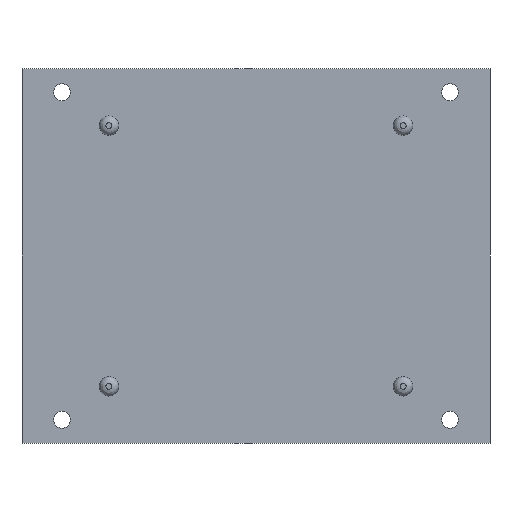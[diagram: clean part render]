
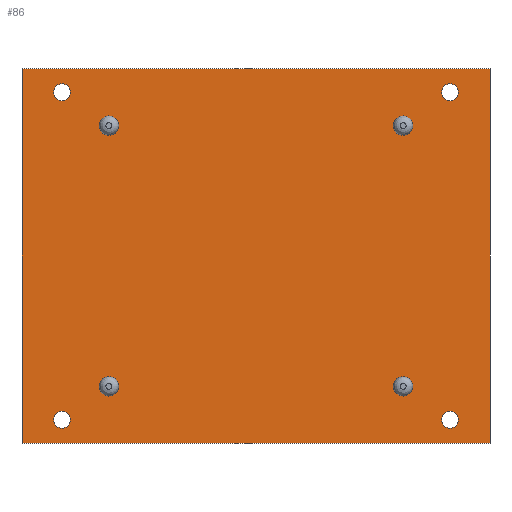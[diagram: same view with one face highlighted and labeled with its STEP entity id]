
A CAD part, front view. The second image highlights one B-rep face of the part: STEP entity #86.
In plain terms, the highlighted planar face has unit normal (0, -1, 0).
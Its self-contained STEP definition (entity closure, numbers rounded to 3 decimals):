
#22 = VERTEX_POINT('',#23);
#23 = CARTESIAN_POINT('',(-20.55,-2.,-19.5));
#39 = EDGE_CURVE('',#22,#22,#40,.T.);
#40 = CIRCLE('',#41,1.45);
#41 = AXIS2_PLACEMENT_3D('',#42,#43,#44);
#42 = CARTESIAN_POINT('',(-22.,-2.,-19.5));
#43 = DIRECTION('',(0.,-1.,0.));
#44 = DIRECTION('',(1.,0.,0.));
#86 = ADVANCED_FACE('',(#87,#121,#132,#135,#146,#157,#168,#179,#190),
  #201,.F.);
#87 = FACE_BOUND('',#88,.F.);
#88 = EDGE_LOOP('',(#89,#99,#107,#115));
#89 = ORIENTED_EDGE('',*,*,#90,.F.);
#90 = EDGE_CURVE('',#91,#93,#95,.T.);
#91 = VERTEX_POINT('',#92);
#92 = CARTESIAN_POINT('',(-35.,-2.,-28.));
#93 = VERTEX_POINT('',#94);
#94 = CARTESIAN_POINT('',(35.,-2.,-28.));
#95 = LINE('',#96,#97);
#96 = CARTESIAN_POINT('',(-35.,-2.,-28.));
#97 = VECTOR('',#98,1.);
#98 = DIRECTION('',(1.,0.,0.));
#99 = ORIENTED_EDGE('',*,*,#100,.F.);
#100 = EDGE_CURVE('',#101,#91,#103,.T.);
#101 = VERTEX_POINT('',#102);
#102 = CARTESIAN_POINT('',(-35.,-2.,28.));
#103 = LINE('',#104,#105);
#104 = CARTESIAN_POINT('',(-35.,-2.,28.));
#105 = VECTOR('',#106,1.);
#106 = DIRECTION('',(0.,0.,-1.));
#107 = ORIENTED_EDGE('',*,*,#108,.F.);
#108 = EDGE_CURVE('',#109,#101,#111,.T.);
#109 = VERTEX_POINT('',#110);
#110 = CARTESIAN_POINT('',(35.,-2.,28.));
#111 = LINE('',#112,#113);
#112 = CARTESIAN_POINT('',(35.,-2.,28.));
#113 = VECTOR('',#114,1.);
#114 = DIRECTION('',(-1.,0.,0.));
#115 = ORIENTED_EDGE('',*,*,#116,.F.);
#116 = EDGE_CURVE('',#93,#109,#117,.T.);
#117 = LINE('',#118,#119);
#118 = CARTESIAN_POINT('',(35.,-2.,-28.));
#119 = VECTOR('',#120,1.);
#120 = DIRECTION('',(0.,0.,1.));
#121 = FACE_BOUND('',#122,.F.);
#122 = EDGE_LOOP('',(#123));
#123 = ORIENTED_EDGE('',*,*,#124,.F.);
#124 = EDGE_CURVE('',#125,#125,#127,.T.);
#125 = VERTEX_POINT('',#126);
#126 = CARTESIAN_POINT('',(-27.75,-2.,-24.5));
#127 = CIRCLE('',#128,1.25);
#128 = AXIS2_PLACEMENT_3D('',#129,#130,#131);
#129 = CARTESIAN_POINT('',(-29.,-2.,-24.5));
#130 = DIRECTION('',(-0.,1.,0.));
#131 = DIRECTION('',(1.,0.,0.));
#132 = FACE_BOUND('',#133,.F.);
#133 = EDGE_LOOP('',(#134));
#134 = ORIENTED_EDGE('',*,*,#39,.T.);
#135 = FACE_BOUND('',#136,.F.);
#136 = EDGE_LOOP('',(#137));
#137 = ORIENTED_EDGE('',*,*,#138,.F.);
#138 = EDGE_CURVE('',#139,#139,#141,.T.);
#139 = VERTEX_POINT('',#140);
#140 = CARTESIAN_POINT('',(-27.75,-2.,24.5));
#141 = CIRCLE('',#142,1.25);
#142 = AXIS2_PLACEMENT_3D('',#143,#144,#145);
#143 = CARTESIAN_POINT('',(-29.,-2.,24.5));
#144 = DIRECTION('',(-0.,1.,0.));
#145 = DIRECTION('',(1.,0.,0.));
#146 = FACE_BOUND('',#147,.F.);
#147 = EDGE_LOOP('',(#148));
#148 = ORIENTED_EDGE('',*,*,#149,.T.);
#149 = EDGE_CURVE('',#150,#150,#152,.T.);
#150 = VERTEX_POINT('',#151);
#151 = CARTESIAN_POINT('',(-20.55,-2.,19.5));
#152 = CIRCLE('',#153,1.45);
#153 = AXIS2_PLACEMENT_3D('',#154,#155,#156);
#154 = CARTESIAN_POINT('',(-22.,-2.,19.5));
#155 = DIRECTION('',(0.,-1.,0.));
#156 = DIRECTION('',(1.,0.,0.));
#157 = FACE_BOUND('',#158,.F.);
#158 = EDGE_LOOP('',(#159));
#159 = ORIENTED_EDGE('',*,*,#160,.T.);
#160 = EDGE_CURVE('',#161,#161,#163,.T.);
#161 = VERTEX_POINT('',#162);
#162 = CARTESIAN_POINT('',(23.45,-2.,-19.5));
#163 = CIRCLE('',#164,1.45);
#164 = AXIS2_PLACEMENT_3D('',#165,#166,#167);
#165 = CARTESIAN_POINT('',(22.,-2.,-19.5));
#166 = DIRECTION('',(0.,-1.,0.));
#167 = DIRECTION('',(1.,0.,0.));
#168 = FACE_BOUND('',#169,.F.);
#169 = EDGE_LOOP('',(#170));
#170 = ORIENTED_EDGE('',*,*,#171,.F.);
#171 = EDGE_CURVE('',#172,#172,#174,.T.);
#172 = VERTEX_POINT('',#173);
#173 = CARTESIAN_POINT('',(30.25,-2.,-24.5));
#174 = CIRCLE('',#175,1.25);
#175 = AXIS2_PLACEMENT_3D('',#176,#177,#178);
#176 = CARTESIAN_POINT('',(29.,-2.,-24.5));
#177 = DIRECTION('',(-0.,1.,0.));
#178 = DIRECTION('',(1.,0.,0.));
#179 = FACE_BOUND('',#180,.F.);
#180 = EDGE_LOOP('',(#181));
#181 = ORIENTED_EDGE('',*,*,#182,.T.);
#182 = EDGE_CURVE('',#183,#183,#185,.T.);
#183 = VERTEX_POINT('',#184);
#184 = CARTESIAN_POINT('',(23.45,-2.,19.5));
#185 = CIRCLE('',#186,1.45);
#186 = AXIS2_PLACEMENT_3D('',#187,#188,#189);
#187 = CARTESIAN_POINT('',(22.,-2.,19.5));
#188 = DIRECTION('',(0.,-1.,0.));
#189 = DIRECTION('',(1.,0.,0.));
#190 = FACE_BOUND('',#191,.F.);
#191 = EDGE_LOOP('',(#192));
#192 = ORIENTED_EDGE('',*,*,#193,.F.);
#193 = EDGE_CURVE('',#194,#194,#196,.T.);
#194 = VERTEX_POINT('',#195);
#195 = CARTESIAN_POINT('',(30.25,-2.,24.5));
#196 = CIRCLE('',#197,1.25);
#197 = AXIS2_PLACEMENT_3D('',#198,#199,#200);
#198 = CARTESIAN_POINT('',(29.,-2.,24.5));
#199 = DIRECTION('',(-0.,1.,0.));
#200 = DIRECTION('',(1.,0.,0.));
#201 = PLANE('',#202);
#202 = AXIS2_PLACEMENT_3D('',#203,#204,#205);
#203 = CARTESIAN_POINT('',(0.,-2.,0.));
#204 = DIRECTION('',(0.,1.,0.));
#205 = DIRECTION('',(0.,0.,1.));
